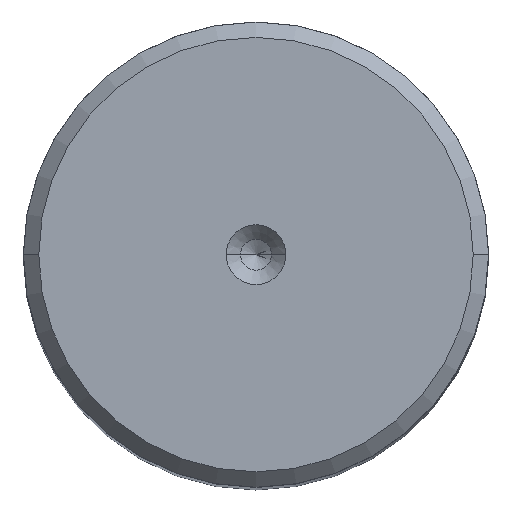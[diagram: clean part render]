
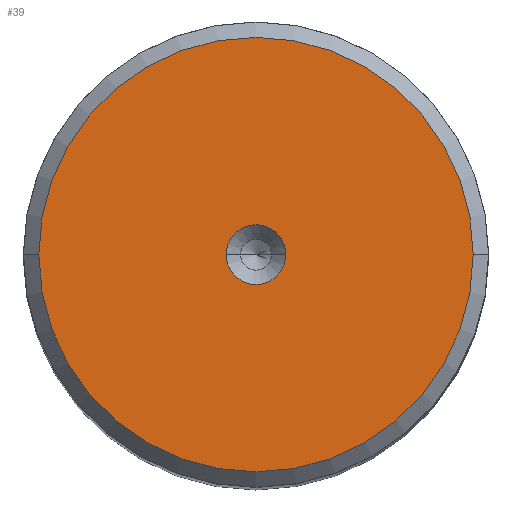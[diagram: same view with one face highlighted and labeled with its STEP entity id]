
A CAD part, top view. The second image highlights one B-rep face of the part: STEP entity #39.
In plain terms, the highlighted planar face has unit normal (0, 0, 1).
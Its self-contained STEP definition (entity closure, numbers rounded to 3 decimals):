
#39 = ADVANCED_FACE ( 'NONE', ( #2826, #1895 ), #2610, .T. ) ;
#152 = EDGE_CURVE ( 'NONE', #697, #1637, #2205, .T. ) ;
#173 = CIRCLE ( 'NONE', #1419, 28.017 ) ;
#292 = AXIS2_PLACEMENT_3D ( 'NONE', #2251, #1819, #1162 ) ;
#339 = DIRECTION ( 'NONE',  ( 0., 0., 1. ) ) ;
#496 = AXIS2_PLACEMENT_3D ( 'NONE', #1785, #649, #2236 ) ;
#536 = DIRECTION ( 'NONE',  ( 1., 0., 0. ) ) ;
#580 = DIRECTION ( 'NONE',  ( 0., 0., 1. ) ) ;
#589 = CIRCLE ( 'NONE', #292, 3.85 ) ;
#649 = DIRECTION ( 'NONE',  ( 0., 0., 1. ) ) ;
#697 = VERTEX_POINT ( 'NONE', #2250 ) ;
#810 = DIRECTION ( 'NONE',  ( 1., 0., 0. ) ) ;
#962 = ORIENTED_EDGE ( 'NONE', *, *, #152, .F. ) ;
#974 = ORIENTED_EDGE ( 'NONE', *, *, #1541, .F. ) ;
#1037 = CARTESIAN_POINT ( 'NONE',  ( -28.017, 0., 200. ) ) ;
#1162 = DIRECTION ( 'NONE',  ( 1., 0., 0. ) ) ;
#1210 = EDGE_CURVE ( 'NONE', #2785, #2888, #2188, .T. ) ;
#1224 = AXIS2_PLACEMENT_3D ( 'NONE', #1482, #1286, #810 ) ;
#1239 = EDGE_LOOP ( 'NONE', ( #974, #962 ) ) ;
#1256 = DIRECTION ( 'NONE',  ( 1., 0., 0. ) ) ;
#1286 = DIRECTION ( 'NONE',  ( 0., 0., 1. ) ) ;
#1419 = AXIS2_PLACEMENT_3D ( 'NONE', #1701, #339, #536 ) ;
#1479 = CARTESIAN_POINT ( 'NONE',  ( 28.017, 0., 200. ) ) ;
#1482 = CARTESIAN_POINT ( 'NONE',  ( 0., 0., 200. ) ) ;
#1541 = EDGE_CURVE ( 'NONE', #1637, #697, #589, .T. ) ;
#1555 = CARTESIAN_POINT ( 'NONE',  ( 3.85, 0., 200. ) ) ;
#1602 = ORIENTED_EDGE ( 'NONE', *, *, #1210, .T. ) ;
#1637 = VERTEX_POINT ( 'NONE', #1555 ) ;
#1701 = CARTESIAN_POINT ( 'NONE',  ( 0., 0., 200. ) ) ;
#1785 = CARTESIAN_POINT ( 'NONE',  ( 0., 0., 200. ) ) ;
#1819 = DIRECTION ( 'NONE',  ( 0., 0., 1. ) ) ;
#1885 = EDGE_LOOP ( 'NONE', ( #2291, #1602 ) ) ;
#1895 = FACE_OUTER_BOUND ( 'NONE', #1885, .T. ) ;
#2179 = AXIS2_PLACEMENT_3D ( 'NONE', #2369, #580, #1256 ) ;
#2188 = CIRCLE ( 'NONE', #496, 28.017 ) ;
#2205 = CIRCLE ( 'NONE', #1224, 3.85 ) ;
#2236 = DIRECTION ( 'NONE',  ( 1., 0., 0. ) ) ;
#2250 = CARTESIAN_POINT ( 'NONE',  ( -3.85, 0., 200. ) ) ;
#2251 = CARTESIAN_POINT ( 'NONE',  ( 0., 0., 200. ) ) ;
#2291 = ORIENTED_EDGE ( 'NONE', *, *, #2778, .T. ) ;
#2369 = CARTESIAN_POINT ( 'NONE',  ( 0., 0., 200. ) ) ;
#2610 = PLANE ( 'NONE',  #2179 ) ;
#2778 = EDGE_CURVE ( 'NONE', #2888, #2785, #173, .T. ) ;
#2785 = VERTEX_POINT ( 'NONE', #1479 ) ;
#2826 = FACE_BOUND ( 'NONE', #1239, .T. ) ;
#2888 = VERTEX_POINT ( 'NONE', #1037 ) ;
